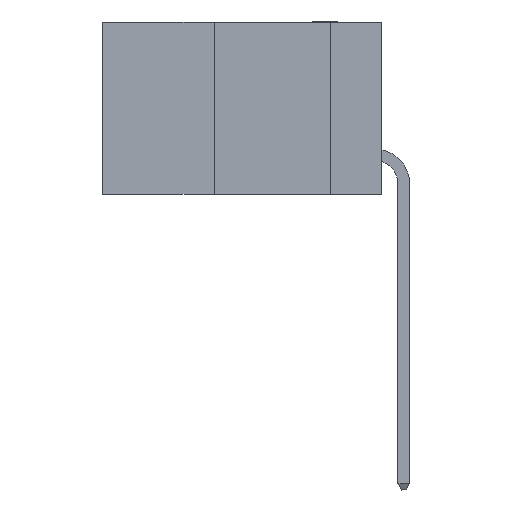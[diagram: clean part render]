
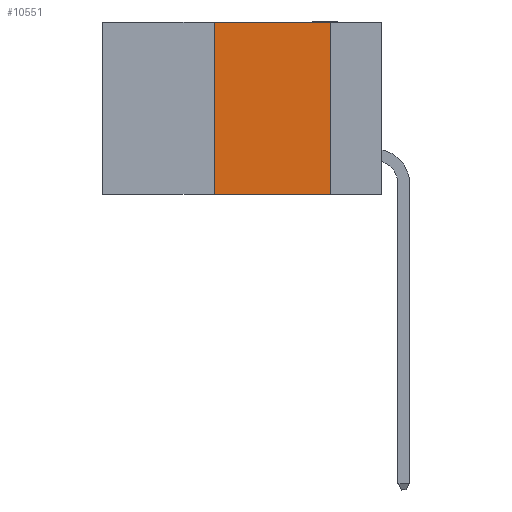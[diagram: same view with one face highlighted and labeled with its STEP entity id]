
A CAD part, left-side view. The second image highlights one B-rep face of the part: STEP entity #10551.
In plain terms, the highlighted planar face has unit normal (-1, 0, 0).
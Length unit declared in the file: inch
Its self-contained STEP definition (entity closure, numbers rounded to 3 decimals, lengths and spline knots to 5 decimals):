
#784 = AXIS2_PLACEMENT_3D ( 'NONE', #9866, #12723, #1159 ) ;
#899 = DIRECTION ( 'NONE',  ( 0., 0., -1. ) ) ;
#1159 = DIRECTION ( 'NONE',  ( 0., 0., -1. ) ) ;
#1167 = DIRECTION ( 'NONE',  ( 0., -1., 0. ) ) ;
#1359 = LINE ( 'NONE', #6671, #3409 ) ;
#1980 = VECTOR ( 'NONE', #17368, 39.37008 ) ;
#3409 = VECTOR ( 'NONE', #5874, 39.37008 ) ;
#3891 = CARTESIAN_POINT ( 'NONE',  ( 0., 0.11, 0. ) ) ;
#3896 = VECTOR ( 'NONE', #1167, 39.37008 ) ;
#5240 = EDGE_CURVE ( 'NONE', #11734, #10980, #6857, .T. ) ;
#5874 = DIRECTION ( 'NONE',  ( 0., -1., 0. ) ) ;
#6402 = VECTOR ( 'NONE', #899, 39.37008 ) ;
#6671 = CARTESIAN_POINT ( 'NONE',  ( 0., 0.6, -0.37 ) ) ;
#6857 = LINE ( 'NONE', #3891, #6402 ) ;
#6961 = CARTESIAN_POINT ( 'NONE',  ( 0., 0.36, 0. ) ) ;
#7098 = EDGE_CURVE ( 'NONE', #13027, #10980, #1359, .T. ) ;
#7455 = ORIENTED_EDGE ( 'NONE', *, *, #7098, .T. ) ;
#9090 = CARTESIAN_POINT ( 'NONE',  ( 0., 0.36, 0. ) ) ;
#9094 = ORIENTED_EDGE ( 'NONE', *, *, #12034, .F. ) ;
#9866 = CARTESIAN_POINT ( 'NONE',  ( 0., 0.6, 0. ) ) ;
#10185 = LINE ( 'NONE', #6961, #1980 ) ;
#10387 = ORIENTED_EDGE ( 'NONE', *, *, #14257, .F. ) ;
#10468 = LINE ( 'NONE', #17223, #3896 ) ;
#10551 = ADVANCED_FACE ( 'NONE', ( #18089 ), #14112, .F. ) ;
#10980 = VERTEX_POINT ( 'NONE', #14769 ) ;
#11734 = VERTEX_POINT ( 'NONE', #15847 ) ;
#11983 = VERTEX_POINT ( 'NONE', #9090 ) ;
#12032 = ORIENTED_EDGE ( 'NONE', *, *, #5240, .F. ) ;
#12034 = EDGE_CURVE ( 'NONE', #11983, #11734, #10468, .T. ) ;
#12504 = CARTESIAN_POINT ( 'NONE',  ( 0., 0.36, -0.37 ) ) ;
#12723 = DIRECTION ( 'NONE',  ( 1., 0., 0. ) ) ;
#13027 = VERTEX_POINT ( 'NONE', #12504 ) ;
#14112 = PLANE ( 'NONE',  #784 ) ;
#14257 = EDGE_CURVE ( 'NONE', #13027, #11983, #10185, .T. ) ;
#14769 = CARTESIAN_POINT ( 'NONE',  ( 0., 0.11, -0.37 ) ) ;
#15847 = CARTESIAN_POINT ( 'NONE',  ( 0., 0.11, 0. ) ) ;
#17223 = CARTESIAN_POINT ( 'NONE',  ( 0., 0.6, 0. ) ) ;
#17319 = EDGE_LOOP ( 'NONE', ( #12032, #9094, #10387, #7455 ) ) ;
#17368 = DIRECTION ( 'NONE',  ( 0., 0., 1. ) ) ;
#18089 = FACE_OUTER_BOUND ( 'NONE', #17319, .T. ) ;
